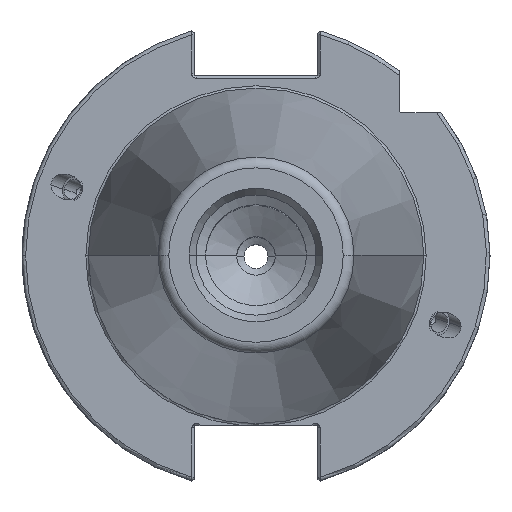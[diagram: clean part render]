
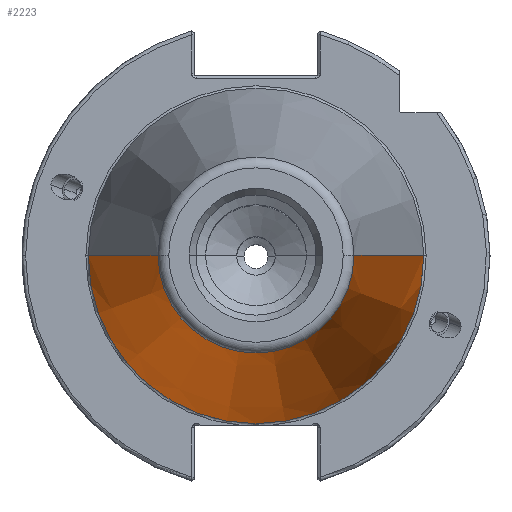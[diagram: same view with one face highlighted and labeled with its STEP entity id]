
A CAD part, top view. The second image highlights one B-rep face of the part: STEP entity #2223.
In plain terms, the highlighted conical face has half-angle 8.297 degrees and reference radius 20.108 mm.
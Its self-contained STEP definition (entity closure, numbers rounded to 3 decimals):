
#111 = DIRECTION ( 'NONE',  ( -1., 0., 0. ) ) ;
#169 = CARTESIAN_POINT ( 'NONE',  ( -34.925, 0., 0. ) ) ;
#673 = AXIS2_PLACEMENT_3D ( 'NONE', #3171, #8002, #3860 ) ;
#976 = ORIENTED_EDGE ( 'NONE', *, *, #7497, .T. ) ;
#1626 = CARTESIAN_POINT ( 'NONE',  ( 0., 0., 0. ) ) ;
#1882 = CARTESIAN_POINT ( 'NONE',  ( -20.108, 0., 101.6 ) ) ;
#2223 = ADVANCED_FACE ( 'NONE', ( #2374 ), #4388, .T. ) ;
#2309 = DIRECTION ( 'NONE',  ( -1., 0., 0. ) ) ;
#2374 = FACE_OUTER_BOUND ( 'NONE', #4933, .T. ) ;
#2408 = VECTOR ( 'NONE', #3947, 1000. ) ;
#2864 = VERTEX_POINT ( 'NONE', #7815 ) ;
#3171 = CARTESIAN_POINT ( 'NONE',  ( 0., 0., 99.675 ) ) ;
#3218 = VERTEX_POINT ( 'NONE', #6583 ) ;
#3780 = CIRCLE ( 'NONE', #673, 20.389 ) ;
#3860 = DIRECTION ( 'NONE',  ( 1., 0., 0. ) ) ;
#3892 = CIRCLE ( 'NONE', #5138, 34.925 ) ;
#3947 = DIRECTION ( 'NONE',  ( -0.144, 0., -0.99 ) ) ;
#3994 = CARTESIAN_POINT ( 'NONE',  ( 0., 0., 101.6 ) ) ;
#4001 = CARTESIAN_POINT ( 'NONE',  ( 20.108, 0., 101.6 ) ) ;
#4388 = CONICAL_SURFACE ( 'NONE', #8744, 20.108, 0.145 ) ;
#4428 = LINE ( 'NONE', #1882, #2408 ) ;
#4598 = VERTEX_POINT ( 'NONE', #5209 ) ;
#4933 = EDGE_LOOP ( 'NONE', ( #6637, #8330, #976, #6511 ) ) ;
#5138 = AXIS2_PLACEMENT_3D ( 'NONE', #1626, #6412, #2309 ) ;
#5209 = CARTESIAN_POINT ( 'NONE',  ( -20.389, 0., 99.675 ) ) ;
#5493 = VECTOR ( 'NONE', #6072, 1000. ) ;
#5657 = EDGE_CURVE ( 'NONE', #2864, #7763, #3892, .T. ) ;
#5778 = EDGE_CURVE ( 'NONE', #3218, #4598, #3780, .T. ) ;
#6072 = DIRECTION ( 'NONE',  ( 0.144, 0., -0.99 ) ) ;
#6112 = EDGE_CURVE ( 'NONE', #3218, #2864, #7340, .T. ) ;
#6412 = DIRECTION ( 'NONE',  ( 0., 0., -1. ) ) ;
#6511 = ORIENTED_EDGE ( 'NONE', *, *, #5657, .F. ) ;
#6583 = CARTESIAN_POINT ( 'NONE',  ( 20.389, 0., 99.675 ) ) ;
#6637 = ORIENTED_EDGE ( 'NONE', *, *, #6112, .F. ) ;
#7340 = LINE ( 'NONE', #4001, #5493 ) ;
#7497 = EDGE_CURVE ( 'NONE', #4598, #7763, #4428, .T. ) ;
#7763 = VERTEX_POINT ( 'NONE', #169 ) ;
#7815 = CARTESIAN_POINT ( 'NONE',  ( 34.925, 0., 0. ) ) ;
#8002 = DIRECTION ( 'NONE',  ( 0., 0., -1. ) ) ;
#8165 = DIRECTION ( 'NONE',  ( 0., 0., -1. ) ) ;
#8330 = ORIENTED_EDGE ( 'NONE', *, *, #5778, .T. ) ;
#8744 = AXIS2_PLACEMENT_3D ( 'NONE', #3994, #8165, #111 ) ;
